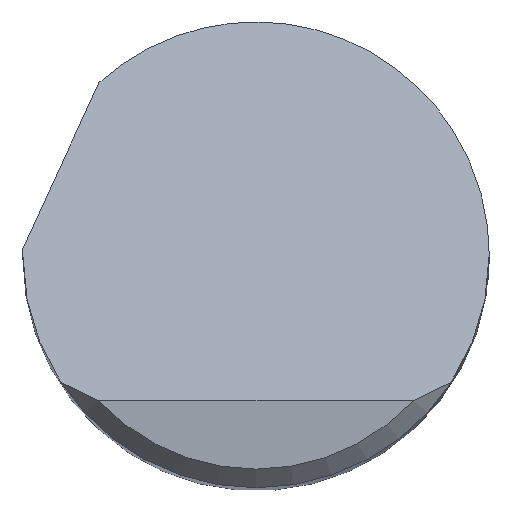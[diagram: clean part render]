
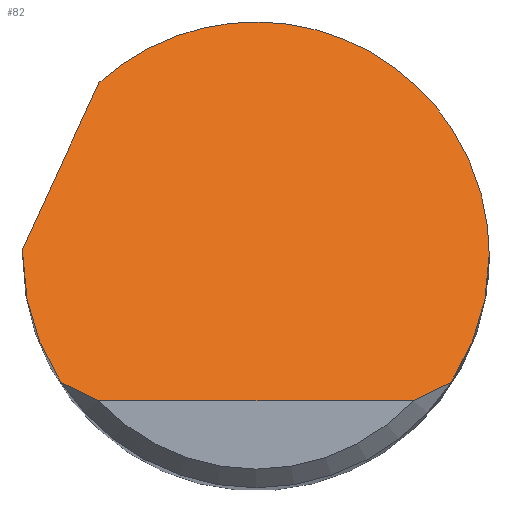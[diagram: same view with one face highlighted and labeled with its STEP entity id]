
A CAD part, top view. The second image highlights one B-rep face of the part: STEP entity #82.
In plain terms, the highlighted planar face has unit normal (0, 0.707, 0.707).
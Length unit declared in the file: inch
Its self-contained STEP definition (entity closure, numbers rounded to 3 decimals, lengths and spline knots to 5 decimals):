
#7 = CARTESIAN_POINT ( 'NONE',  ( -0.1369, -0.11288, 2.99538 ) ) ;
#15 = CARTESIAN_POINT ( 'NONE',  ( -0.1875, 0.00167, 2.88083 ) ) ;
#18 = CARTESIAN_POINT ( 'NONE',  ( 0.1875, 0., 2.8825 ) ) ;
#43 = CARTESIAN_POINT ( 'NONE',  ( -0.157, -0.1025, 2.985 ) ) ;
#82 = ADVANCED_FACE ( 'NONE', ( #151 ), #94, .F. ) ;
#87 = EDGE_CURVE ( 'NONE', #184, #763, #465, .T. ) ;
#90 = ORIENTED_EDGE ( 'NONE', *, *, #366, .T. ) ;
#94 = PLANE ( 'NONE',  #735 ) ;
#103 = CARTESIAN_POINT ( 'NONE',  ( 0.14711, -0.10785, 2.99035 ) ) ;
#122 = CARTESIAN_POINT ( 'NONE',  ( 0.1875, 0., 2.8825 ) ) ;
#131 = VERTEX_POINT ( 'NONE', #703 ) ;
#150 = CARTESIAN_POINT ( 'NONE',  ( 0.1875, 0.18969, 2.69281 ) ) ;
#151 = FACE_OUTER_BOUND ( 'NONE', #724, .T. ) ;
#156 = CARTESIAN_POINT ( 'NONE',  ( -0.1875, 0., 2.8825 ) ) ;
#168 = CARTESIAN_POINT ( 'NONE',  ( 0.157, -0.1025, 2.985 ) ) ;
#181 = CARTESIAN_POINT ( 'NONE',  ( -0.1875, 0., 2.8825 ) ) ;
#182 = CARTESIAN_POINT ( 'NONE',  ( 0.17704, -0.0718, 2.9543 ) ) ;
#184 = VERTEX_POINT ( 'NONE', #540 ) ;
#220 = CARTESIAN_POINT ( 'NONE',  ( -0.157, -0.1025, 2.985 ) ) ;
#221 = ORIENTED_EDGE ( 'NONE', *, *, #425, .F. ) ;
#229 = VERTEX_POINT ( 'NONE', #220 ) ;
#230 = CARTESIAN_POINT ( 'NONE',  ( -0.12629, -0.1175, 3. ) ) ;
#232 = VERTEX_POINT ( 'NONE', #365 ) ;
#244 = VECTOR ( 'NONE', #526, 39.37008 ) ;
#245 = DIRECTION ( 'NONE',  ( 1., 0., 0. ) ) ;
#253 = CARTESIAN_POINT ( 'NONE',  ( -0.18748, 0.00333, 2.87917 ) ) ;
#289 = EDGE_CURVE ( 'NONE', #605, #131, #362, .T. ) ;
#312 = CARTESIAN_POINT ( 'NONE',  ( 0., -0.1175, 3. ) ) ;
#342 = ORIENTED_EDGE ( 'NONE', *, *, #289, .T. ) ;
#356 = CARTESIAN_POINT ( 'NONE',  ( -0.17704, -0.0718, 2.9543 ) ) ;
#360 = CARTESIAN_POINT ( 'NONE',  ( 0.1369, -0.11288, 2.99538 ) ) ;
#362 = LINE ( 'NONE', #312, #499 ) ;
#365 = CARTESIAN_POINT ( 'NONE',  ( 0.1875, 0., 2.8825 ) ) ;
#366 = EDGE_CURVE ( 'NONE', #229, #605, #568, .T. ) ;
#374 = CARTESIAN_POINT ( 'NONE',  ( 0.157, -0.1025, 2.985 ) ) ;
#375 = VERTEX_POINT ( 'NONE', #430 ) ;
#394 = CARTESIAN_POINT ( 'NONE',  ( 0.014, 0.26635, 2.61615 ) ) ;
#398 = EDGE_CURVE ( 'NONE', #232, #375, #411, .T. ) ;
#400 = CARTESIAN_POINT ( 'NONE',  ( -0.23821, -0.10589, 2.98839 ) ) ;
#411 =( BOUNDED_CURVE ( )  B_SPLINE_CURVE ( 3, ( #122, #737, #182, #374 ),
 .UNSPECIFIED., .F., .T. ) 
 B_SPLINE_CURVE_WITH_KNOTS ( ( 4, 4 ),
 ( 1.5708, 2.14917 ),
 .UNSPECIFIED. ) 
 CURVE ( )  GEOMETRIC_REPRESENTATION_ITEM ( )  RATIONAL_B_SPLINE_CURVE ( ( 1., 0.972, 0.972, 1. ) ) 
 REPRESENTATION_ITEM ( '' )  );
#416 = CARTESIAN_POINT ( 'NONE',  ( -0.1875, 0., 2.8825 ) ) ;
#425 = EDGE_CURVE ( 'NONE', #763, #232, #495, .T. ) ;
#430 = CARTESIAN_POINT ( 'NONE',  ( 0.157, -0.1025, 2.985 ) ) ;
#436 = ORIENTED_EDGE ( 'NONE', *, *, #398, .F. ) ;
#442 =( BOUNDED_CURVE ( )  B_SPLINE_CURVE ( 3, ( #181, #15, #253, #731 ),
 .UNSPECIFIED., .F., .T. ) 
 B_SPLINE_CURVE_WITH_KNOTS ( ( 4, 4 ),
 ( 4.71239, 4.73906 ),
 .UNSPECIFIED. ) 
 CURVE ( )  GEOMETRIC_REPRESENTATION_ITEM ( )  RATIONAL_B_SPLINE_CURVE ( ( 1., 1., 1., 1. ) ) 
 REPRESENTATION_ITEM ( '' )  );
#451 = DIRECTION ( 'NONE',  ( 0., -0.707, -0.707 ) ) ;
#465 = LINE ( 'NONE', #400, #244 ) ;
#475 = ORIENTED_EDGE ( 'NONE', *, *, #567, .F. ) ;
#481 = CARTESIAN_POINT ( 'NONE',  ( 0.12629, -0.1175, 3. ) ) ;
#483 = ORIENTED_EDGE ( 'NONE', *, *, #596, .T. ) ;
#495 =( BOUNDED_CURVE ( )  B_SPLINE_CURVE ( 3, ( #764, #394, #150, #18 ),
 .UNSPECIFIED., .F., .F. ) 
 B_SPLINE_CURVE_WITH_KNOTS ( ( 4, 4 ),
 ( 5.54449, 7.85398 ),
 .UNSPECIFIED. ) 
 CURVE ( )  GEOMETRIC_REPRESENTATION_ITEM ( )  RATIONAL_B_SPLINE_CURVE ( ( 1., 0.603, 0.603, 1. ) ) 
 REPRESENTATION_ITEM ( '' )  );
#499 = VECTOR ( 'NONE', #245, 39.37008 ) ;
#503 = CARTESIAN_POINT ( 'NONE',  ( -0.12629, -0.1175, 3. ) ) ;
#526 = DIRECTION ( 'NONE',  ( 0.308, 0.673, -0.673 ) ) ;
#540 = CARTESIAN_POINT ( 'NONE',  ( -0.18743, 0.005, 2.8775 ) ) ;
#545 =( BOUNDED_CURVE ( )  B_SPLINE_CURVE ( 3, ( #43, #356, #726, #416 ),
 .UNSPECIFIED., .F., .T. ) 
 B_SPLINE_CURVE_WITH_KNOTS ( ( 4, 4 ),
 ( 4.13401, 4.71239 ),
 .UNSPECIFIED. ) 
 CURVE ( )  GEOMETRIC_REPRESENTATION_ITEM ( )  RATIONAL_B_SPLINE_CURVE ( ( 1., 0.972, 0.972, 1. ) ) 
 REPRESENTATION_ITEM ( '' )  );
#567 = EDGE_CURVE ( 'NONE', #229, #579, #545, .T. ) ;
#568 = B_SPLINE_CURVE_WITH_KNOTS ( 'NONE', 3,
 ( #678, #618, #7, #503 ),
 .UNSPECIFIED., .F., .F.,
 ( 4, 4 ),
 ( 0., 0.00095 ),
 .UNSPECIFIED. ) ;
#579 = VERTEX_POINT ( 'NONE', #156 ) ;
#596 = EDGE_CURVE ( 'NONE', #131, #375, #647, .T. ) ;
#605 = VERTEX_POINT ( 'NONE', #230 ) ;
#618 = CARTESIAN_POINT ( 'NONE',  ( -0.14711, -0.10785, 2.99035 ) ) ;
#633 = CARTESIAN_POINT ( 'NONE',  ( -0.1875, -0.1175, 3. ) ) ;
#647 = B_SPLINE_CURVE_WITH_KNOTS ( 'NONE', 3,
 ( #481, #360, #103, #168 ),
 .UNSPECIFIED., .F., .F.,
 ( 4, 4 ),
 ( 0., 0.00095 ),
 .UNSPECIFIED. ) ;
#671 = CARTESIAN_POINT ( 'NONE',  ( -0.12625, 0.13863, 2.74387 ) ) ;
#678 = CARTESIAN_POINT ( 'NONE',  ( -0.157, -0.1025, 2.985 ) ) ;
#700 = EDGE_CURVE ( 'NONE', #579, #184, #442, .T. ) ;
#703 = CARTESIAN_POINT ( 'NONE',  ( 0.12629, -0.1175, 3. ) ) ;
#724 = EDGE_LOOP ( 'NONE', ( #342, #483, #436, #221, #771, #788, #475, #90 ) ) ;
#726 = CARTESIAN_POINT ( 'NONE',  ( -0.1875, -0.03666, 2.91916 ) ) ;
#731 = CARTESIAN_POINT ( 'NONE',  ( -0.18743, 0.005, 2.8775 ) ) ;
#735 = AXIS2_PLACEMENT_3D ( 'NONE', #633, #451, #762 ) ;
#737 = CARTESIAN_POINT ( 'NONE',  ( 0.1875, -0.03666, 2.91916 ) ) ;
#762 = DIRECTION ( 'NONE',  ( 0., 0.707, -0.707 ) ) ;
#763 = VERTEX_POINT ( 'NONE', #671 ) ;
#764 = CARTESIAN_POINT ( 'NONE',  ( -0.12625, 0.13863, 2.74387 ) ) ;
#771 = ORIENTED_EDGE ( 'NONE', *, *, #87, .F. ) ;
#788 = ORIENTED_EDGE ( 'NONE', *, *, #700, .F. ) ;
